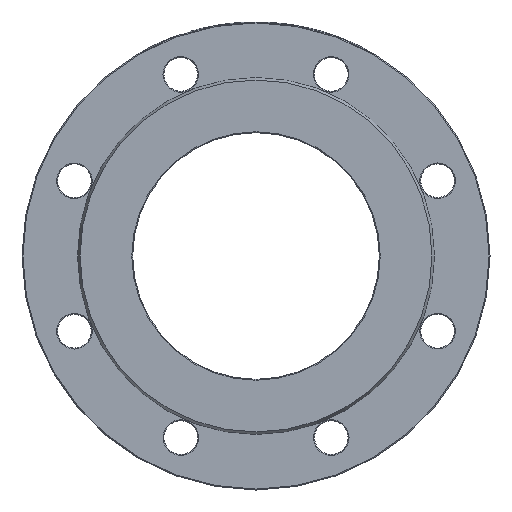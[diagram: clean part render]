
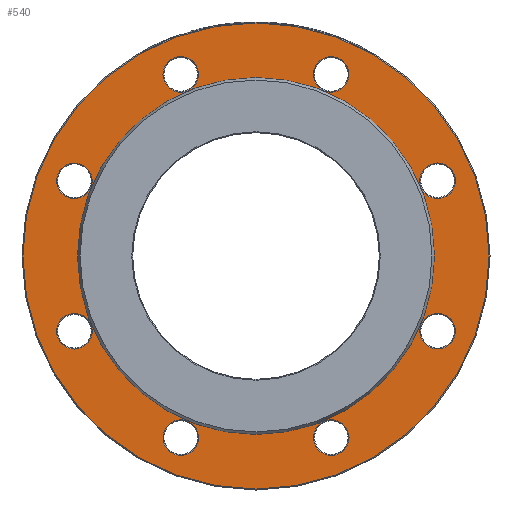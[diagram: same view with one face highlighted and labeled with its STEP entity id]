
A CAD part, left-side view. The second image highlights one B-rep face of the part: STEP entity #540.
In plain terms, the highlighted planar face has unit normal (-1, 0, 0).
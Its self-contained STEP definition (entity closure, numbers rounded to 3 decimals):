
#51 = DIRECTION ( 'NONE',  ( -1., 0., 0. ) ) ;
#75 = FACE_BOUND ( 'NONE', #6549, .T. ) ;
#91 = EDGE_CURVE ( 'NONE', #2445, #2445, #672, .T. ) ;
#92 = DIRECTION ( 'NONE',  ( 0., 0., -1. ) ) ;
#100 = ORIENTED_EDGE ( 'NONE', *, *, #804, .T. ) ;
#143 = EDGE_CURVE ( 'NONE', #3565, #3565, #7036, .T. ) ;
#164 = CARTESIAN_POINT ( 'NONE',  ( 3., -97.007, -40.182 ) ) ;
#402 = DIRECTION ( 'NONE',  ( 0., 0.707, 0.707 ) ) ;
#446 = AXIS2_PLACEMENT_3D ( 'NONE', #4571, #51, #92 ) ;
#540 = ADVANCED_FACE ( 'NONE', ( #3192, #4053, #5961, #1287, #75, #1954, #1476, #5723, #2808, #2768 ), #6969, .F. ) ;
#672 = CIRCLE ( 'NONE', #1337, 9.5 ) ;
#680 = DIRECTION ( 'NONE',  ( 0., 0., 1. ) ) ;
#701 = DIRECTION ( 'NONE',  ( 1., 0., 0. ) ) ;
#804 = EDGE_CURVE ( 'NONE', #1612, #1612, #4663, .T. ) ;
#820 = AXIS2_PLACEMENT_3D ( 'NONE', #3711, #4957, #6937 ) ;
#879 = ORIENTED_EDGE ( 'NONE', *, *, #4106, .T. ) ;
#1071 = AXIS2_PLACEMENT_3D ( 'NONE', #4882, #7417, #6784 ) ;
#1158 = CARTESIAN_POINT ( 'NONE',  ( 3., 97.007, -49.682 ) ) ;
#1278 = VERTEX_POINT ( 'NONE', #6418 ) ;
#1287 = FACE_BOUND ( 'NONE', #4775, .T. ) ;
#1337 = AXIS2_PLACEMENT_3D ( 'NONE', #3173, #2474, #4927 ) ;
#1476 = FACE_BOUND ( 'NONE', #6157, .T. ) ;
#1612 = VERTEX_POINT ( 'NONE', #1158 ) ;
#1630 = ORIENTED_EDGE ( 'NONE', *, *, #91, .T. ) ;
#1644 = CIRCLE ( 'NONE', #446, 124.5 ) ;
#1713 = EDGE_LOOP ( 'NONE', ( #7933 ) ) ;
#1733 = DIRECTION ( 'NONE',  ( 1., 0., 0. ) ) ;
#1900 = CIRCLE ( 'NONE', #7729, 95.336 ) ;
#1901 = VERTEX_POINT ( 'NONE', #3226 ) ;
#1954 = FACE_BOUND ( 'NONE', #7100, .T. ) ;
#2049 = DIRECTION ( 'NONE',  ( 1., 0., 0. ) ) ;
#2177 = AXIS2_PLACEMENT_3D ( 'NONE', #3134, #8192, #5789 ) ;
#2296 = ORIENTED_EDGE ( 'NONE', *, *, #7785, .T. ) ;
#2317 = VERTEX_POINT ( 'NONE', #4847 ) ;
#2445 = VERTEX_POINT ( 'NONE', #2938 ) ;
#2467 = AXIS2_PLACEMENT_3D ( 'NONE', #3143, #8200, #5092 ) ;
#2474 = DIRECTION ( 'NONE',  ( 1., 0., 0. ) ) ;
#2538 = ORIENTED_EDGE ( 'NONE', *, *, #143, .T. ) ;
#2568 = AXIS2_PLACEMENT_3D ( 'NONE', #4650, #2049, #7185 ) ;
#2768 = FACE_BOUND ( 'NONE', #6690, .T. ) ;
#2808 = FACE_OUTER_BOUND ( 'NONE', #4108, .T. ) ;
#2818 = ORIENTED_EDGE ( 'NONE', *, *, #3701, .T. ) ;
#2935 = CARTESIAN_POINT ( 'NONE',  ( 3., -40.182, 97.007 ) ) ;
#2938 = CARTESIAN_POINT ( 'NONE',  ( 3., -49.682, -97.007 ) ) ;
#2980 = VERTEX_POINT ( 'NONE', #7997 ) ;
#3134 = CARTESIAN_POINT ( 'NONE',  ( 3., -97.007, 40.182 ) ) ;
#3143 = CARTESIAN_POINT ( 'NONE',  ( 3., 40.182, 97.007 ) ) ;
#3173 = CARTESIAN_POINT ( 'NONE',  ( 3., -40.182, -97.007 ) ) ;
#3190 = EDGE_CURVE ( 'NONE', #3603, #3603, #4452, .T. ) ;
#3192 = FACE_BOUND ( 'NONE', #5609, .T. ) ;
#3226 = CARTESIAN_POINT ( 'NONE',  ( 3., 0., 95.336 ) ) ;
#3480 = ORIENTED_EDGE ( 'NONE', *, *, #4758, .F. ) ;
#3565 = VERTEX_POINT ( 'NONE', #4309 ) ;
#3603 = VERTEX_POINT ( 'NONE', #6710 ) ;
#3701 = EDGE_CURVE ( 'NONE', #2980, #2980, #1644, .T. ) ;
#3711 = CARTESIAN_POINT ( 'NONE',  ( 3., 97.007, -40.182 ) ) ;
#3751 = EDGE_CURVE ( 'NONE', #2317, #2317, #4160, .T. ) ;
#4053 = FACE_BOUND ( 'NONE', #4453, .T. ) ;
#4055 = AXIS2_PLACEMENT_3D ( 'NONE', #2935, #1733, #402 ) ;
#4106 = EDGE_CURVE ( 'NONE', #5096, #5096, #5751, .T. ) ;
#4108 = EDGE_LOOP ( 'NONE', ( #2818 ) ) ;
#4160 = CIRCLE ( 'NONE', #2568, 9.5 ) ;
#4309 = CARTESIAN_POINT ( 'NONE',  ( 3., 33.464, -103.725 ) ) ;
#4376 = CARTESIAN_POINT ( 'NONE',  ( 3., 0., 0. ) ) ;
#4429 = CARTESIAN_POINT ( 'NONE',  ( 3., -97.007, 49.682 ) ) ;
#4452 = CIRCLE ( 'NONE', #4055, 9.5 ) ;
#4453 = EDGE_LOOP ( 'NONE', ( #6899 ) ) ;
#4571 = CARTESIAN_POINT ( 'NONE',  ( 3., 0., 0. ) ) ;
#4579 = EDGE_LOOP ( 'NONE', ( #100 ) ) ;
#4650 = CARTESIAN_POINT ( 'NONE',  ( 3., 97.007, 40.182 ) ) ;
#4663 = CIRCLE ( 'NONE', #820, 9.5 ) ;
#4758 = EDGE_CURVE ( 'NONE', #1901, #1901, #1900, .T. ) ;
#4775 = EDGE_LOOP ( 'NONE', ( #879 ) ) ;
#4847 = CARTESIAN_POINT ( 'NONE',  ( 3., 103.725, 33.464 ) ) ;
#4882 = CARTESIAN_POINT ( 'NONE',  ( 3., 40.182, -97.007 ) ) ;
#4927 = DIRECTION ( 'NONE',  ( 0., -1., 0. ) ) ;
#4957 = DIRECTION ( 'NONE',  ( 1., 0., 0. ) ) ;
#4983 = CIRCLE ( 'NONE', #2467, 9.5 ) ;
#5051 = VERTEX_POINT ( 'NONE', #5713 ) ;
#5084 = DIRECTION ( 'NONE',  ( -1., 0., 0. ) ) ;
#5092 = DIRECTION ( 'NONE',  ( 0., 1., 0. ) ) ;
#5096 = VERTEX_POINT ( 'NONE', #4429 ) ;
#5609 = EDGE_LOOP ( 'NONE', ( #6200 ) ) ;
#5713 = CARTESIAN_POINT ( 'NONE',  ( 3., 49.682, 97.007 ) ) ;
#5723 = FACE_BOUND ( 'NONE', #4579, .T. ) ;
#5739 = CIRCLE ( 'NONE', #7728, 9.5 ) ;
#5751 = CIRCLE ( 'NONE', #2177, 9.5 ) ;
#5789 = DIRECTION ( 'NONE',  ( 0., 0., 1. ) ) ;
#5961 = FACE_BOUND ( 'NONE', #1713, .T. ) ;
#6069 = EDGE_CURVE ( 'NONE', #5051, #5051, #4983, .T. ) ;
#6157 = EDGE_LOOP ( 'NONE', ( #2538 ) ) ;
#6200 = ORIENTED_EDGE ( 'NONE', *, *, #3751, .T. ) ;
#6354 = DIRECTION ( 'NONE',  ( 0., -0.707, 0.707 ) ) ;
#6418 = CARTESIAN_POINT ( 'NONE',  ( 3., -103.725, -33.464 ) ) ;
#6476 = DIRECTION ( 'NONE',  ( 1., 0., 0. ) ) ;
#6549 = EDGE_LOOP ( 'NONE', ( #2296 ) ) ;
#6618 = DIRECTION ( 'NONE',  ( 0., 0., -1. ) ) ;
#6690 = EDGE_LOOP ( 'NONE', ( #3480 ) ) ;
#6710 = CARTESIAN_POINT ( 'NONE',  ( 3., -33.464, 103.725 ) ) ;
#6784 = DIRECTION ( 'NONE',  ( 0., -0.707, -0.707 ) ) ;
#6899 = ORIENTED_EDGE ( 'NONE', *, *, #6069, .T. ) ;
#6937 = DIRECTION ( 'NONE',  ( 0., 0., -1. ) ) ;
#6969 = PLANE ( 'NONE',  #7822 ) ;
#7036 = CIRCLE ( 'NONE', #1071, 9.5 ) ;
#7100 = EDGE_LOOP ( 'NONE', ( #1630 ) ) ;
#7185 = DIRECTION ( 'NONE',  ( 0., 0.707, -0.707 ) ) ;
#7417 = DIRECTION ( 'NONE',  ( 1., 0., 0. ) ) ;
#7677 = CARTESIAN_POINT ( 'NONE',  ( 3., 95.336, 0. ) ) ;
#7728 = AXIS2_PLACEMENT_3D ( 'NONE', #164, #6476, #6354 ) ;
#7729 = AXIS2_PLACEMENT_3D ( 'NONE', #4376, #5084, #680 ) ;
#7785 = EDGE_CURVE ( 'NONE', #1278, #1278, #5739, .T. ) ;
#7822 = AXIS2_PLACEMENT_3D ( 'NONE', #7677, #701, #6618 ) ;
#7933 = ORIENTED_EDGE ( 'NONE', *, *, #3190, .T. ) ;
#7997 = CARTESIAN_POINT ( 'NONE',  ( 3., 0., -124.5 ) ) ;
#8192 = DIRECTION ( 'NONE',  ( 1., 0., 0. ) ) ;
#8200 = DIRECTION ( 'NONE',  ( 1., 0., 0. ) ) ;
